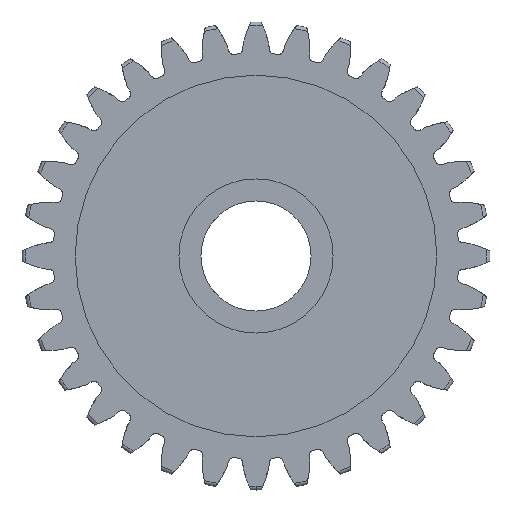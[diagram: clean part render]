
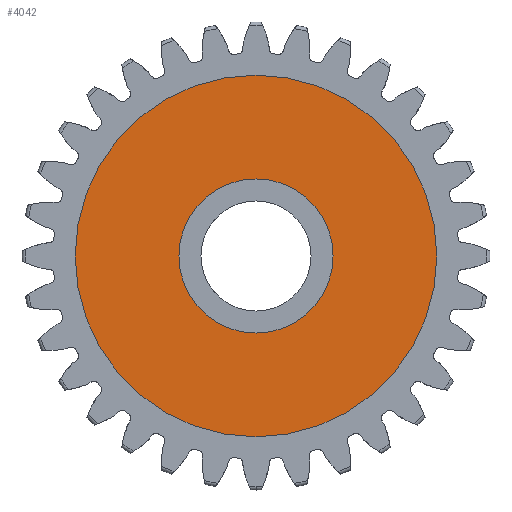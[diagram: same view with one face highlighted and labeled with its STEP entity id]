
A CAD part, left-side view. The second image highlights one B-rep face of the part: STEP entity #4042.
In plain terms, the highlighted planar face has unit normal (-1, 0, 0).
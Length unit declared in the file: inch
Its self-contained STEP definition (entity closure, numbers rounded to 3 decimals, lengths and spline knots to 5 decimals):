
#38 = EDGE_CURVE ( 'NONE', #1811, #4729, #11335, .T. ) ;
#190 = DIRECTION ( 'NONE',  ( 0., 0., 1. ) ) ;
#292 = CARTESIAN_POINT ( 'NONE',  ( -0.0625, 0., 0. ) ) ;
#645 = DIRECTION ( 'NONE',  ( 0., 0., 1. ) ) ;
#860 = ORIENTED_EDGE ( 'NONE', *, *, #3626, .F. ) ;
#1268 = DIRECTION ( 'NONE',  ( 0., 0., 1. ) ) ;
#1401 = DIRECTION ( 'NONE',  ( 0., 0., 1. ) ) ;
#1461 = CARTESIAN_POINT ( 'NONE',  ( -0.0625, 0., 0.4105 ) ) ;
#1631 = CARTESIAN_POINT ( 'NONE',  ( -0.0625, 0., 0. ) ) ;
#1782 = CARTESIAN_POINT ( 'NONE',  ( -0.0625, 0., 0. ) ) ;
#1811 = VERTEX_POINT ( 'NONE', #5544 ) ;
#2630 = DIRECTION ( 'NONE',  ( 0., 0., 1. ) ) ;
#3212 = ORIENTED_EDGE ( 'NONE', *, *, #38, .T. ) ;
#3330 = EDGE_LOOP ( 'NONE', ( #5906, #3212 ) ) ;
#3458 = AXIS2_PLACEMENT_3D ( 'NONE', #1631, #8475, #2630 ) ;
#3626 = EDGE_CURVE ( 'NONE', #8547, #7764, #6270, .T. ) ;
#3907 = EDGE_CURVE ( 'NONE', #4729, #1811, #7951, .T. ) ;
#4042 = ADVANCED_FACE ( 'NONE', ( #11303, #11602 ), #10128, .T. ) ;
#4729 = VERTEX_POINT ( 'NONE', #1461 ) ;
#5002 = ORIENTED_EDGE ( 'NONE', *, *, #10514, .F. ) ;
#5544 = CARTESIAN_POINT ( 'NONE',  ( -0.0625, 0., -0.4105 ) ) ;
#5620 = DIRECTION ( 'NONE',  ( -1., 0., 0. ) ) ;
#5906 = ORIENTED_EDGE ( 'NONE', *, *, #3907, .T. ) ;
#6041 = DIRECTION ( 'NONE',  ( -1., 0., 0. ) ) ;
#6264 = CARTESIAN_POINT ( 'NONE',  ( -0.0625, 0., 0. ) ) ;
#6270 = CIRCLE ( 'NONE', #3458, 0.175 ) ;
#7119 = DIRECTION ( 'NONE',  ( -1., 0., 0. ) ) ;
#7246 = DIRECTION ( 'NONE',  ( -1., 0., 0. ) ) ;
#7383 = AXIS2_PLACEMENT_3D ( 'NONE', #11868, #6041, #190 ) ;
#7425 = AXIS2_PLACEMENT_3D ( 'NONE', #1782, #5620, #645 ) ;
#7586 = CARTESIAN_POINT ( 'NONE',  ( -0.0625, 0., 0.175 ) ) ;
#7764 = VERTEX_POINT ( 'NONE', #11074 ) ;
#7951 = CIRCLE ( 'NONE', #7383, 0.4105 ) ;
#8335 = AXIS2_PLACEMENT_3D ( 'NONE', #292, #7119, #1268 ) ;
#8475 = DIRECTION ( 'NONE',  ( -1., 0., 0. ) ) ;
#8547 = VERTEX_POINT ( 'NONE', #7586 ) ;
#10086 = CIRCLE ( 'NONE', #8335, 0.175 ) ;
#10128 = PLANE ( 'NONE',  #12552 ) ;
#10514 = EDGE_CURVE ( 'NONE', #7764, #8547, #10086, .T. ) ;
#11074 = CARTESIAN_POINT ( 'NONE',  ( -0.0625, 0., -0.175 ) ) ;
#11228 = EDGE_LOOP ( 'NONE', ( #860, #5002 ) ) ;
#11303 = FACE_BOUND ( 'NONE', #11228, .T. ) ;
#11335 = CIRCLE ( 'NONE', #7425, 0.4105 ) ;
#11602 = FACE_OUTER_BOUND ( 'NONE', #3330, .T. ) ;
#11868 = CARTESIAN_POINT ( 'NONE',  ( -0.0625, 0., 0. ) ) ;
#12552 = AXIS2_PLACEMENT_3D ( 'NONE', #6264, #7246, #1401 ) ;
